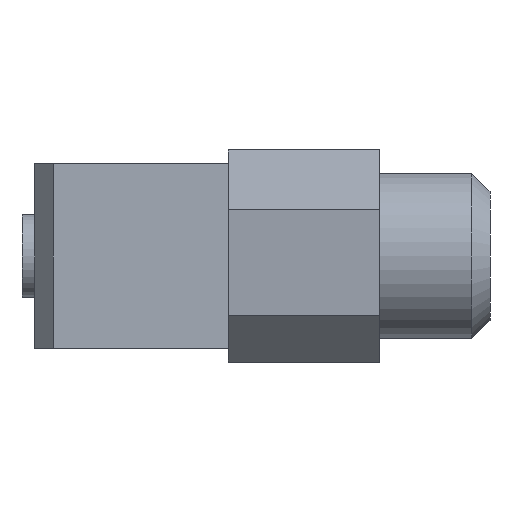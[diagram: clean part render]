
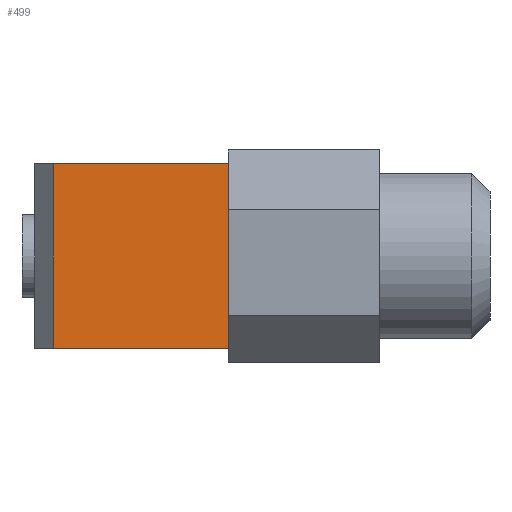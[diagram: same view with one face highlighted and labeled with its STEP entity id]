
A CAD part, left-side view. The second image highlights one B-rep face of the part: STEP entity #499.
In plain terms, the highlighted planar face has unit normal (-1, 0, 0).
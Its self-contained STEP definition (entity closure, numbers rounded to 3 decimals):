
#41=PLANE('',#570);
#73=FACE_OUTER_BOUND('',#109,.T.);
#109=EDGE_LOOP('',(#435,#436,#437,#438));
#152=LINE('',#826,#201);
#155=LINE('',#841,#204);
#156=LINE('',#843,#205);
#157=LINE('',#844,#206);
#201=VECTOR('',#683,10.);
#204=VECTOR('',#702,9.5);
#205=VECTOR('',#703,10.);
#206=VECTOR('',#704,9.5);
#261=VERTEX_POINT('',#823);
#262=VERTEX_POINT('',#825);
#266=VERTEX_POINT('',#840);
#267=VERTEX_POINT('',#842);
#319=EDGE_CURVE('',#262,#261,#152,.T.);
#326=EDGE_CURVE('',#261,#266,#155,.T.);
#327=EDGE_CURVE('',#267,#266,#156,.T.);
#328=EDGE_CURVE('',#267,#262,#157,.T.);
#435=ORIENTED_EDGE('',*,*,#326,.T.);
#436=ORIENTED_EDGE('',*,*,#327,.F.);
#437=ORIENTED_EDGE('',*,*,#328,.T.);
#438=ORIENTED_EDGE('',*,*,#319,.T.);
#499=ADVANCED_FACE('',(#73),#41,.T.);
#570=AXIS2_PLACEMENT_3D('',#839,#700,#701);
#683=DIRECTION('',(0.,0.,1.));
#700=DIRECTION('center_axis',(-1.,0.,0.));
#701=DIRECTION('ref_axis',(0.,0.,1.));
#702=DIRECTION('',(0.,1.,0.));
#703=DIRECTION('',(0.,0.,1.));
#704=DIRECTION('',(0.,-1.,0.));
#823=CARTESIAN_POINT('',(-18.209,-4.62,10.));
#825=CARTESIAN_POINT('',(-18.209,-4.62,0.));
#826=CARTESIAN_POINT('',(-18.209,-4.62,0.));
#839=CARTESIAN_POINT('Origin',(-18.209,-4.62,0.));
#840=CARTESIAN_POINT('',(-18.209,4.88,10.));
#841=CARTESIAN_POINT('',(-18.209,4.88,10.));
#842=CARTESIAN_POINT('',(-18.209,4.88,0.));
#843=CARTESIAN_POINT('',(-18.209,4.88,0.));
#844=CARTESIAN_POINT('',(-18.209,4.88,0.));
